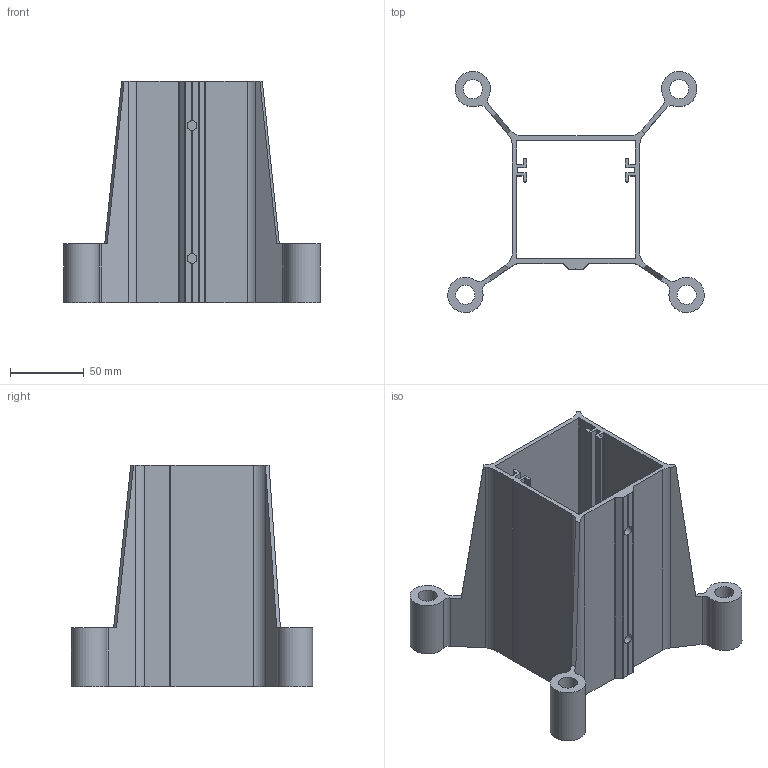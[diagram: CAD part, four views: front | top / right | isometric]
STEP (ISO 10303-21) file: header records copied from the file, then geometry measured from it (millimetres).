
FILE_DESCRIPTION((''),'2;1');
FILE_NAME('SZ8050N_A.stp','2012-12-03T08:23:46',('marina kaa'),(''),'Autodesk Inventor 2012','Autodesk Inventor 2012','');
FILE_SCHEMA(('AUTOMOTIVE_DESIGN { 1 0 10303 214 1 1 1 1 }'));
Length unit declared in the file: millimetre
Products named in the file (1): SZ8050N_A
Bounding box: 173.94 x 163.49 x 150 mm (x, y, z)
Volume: 256539.2 mm3; surface area: 154653 mm2
Topology: 1 solids, 1 shells, 125 faces, 373 edges, 248 vertices
Faces by surface type: plane 67, cylinder 58
Full cylindrical faces by diameter (mm): 6.647 x2, 13 x4
Entity records: 4225 total; most frequent: DIRECTION 741, CARTESIAN_POINT 733, ORIENTED_EDGE 726, EDGE_CURVE 363, AXIS2_PLACEMENT_3D 252, VERTEX_POINT 244, VECTOR 237, LINE 237
